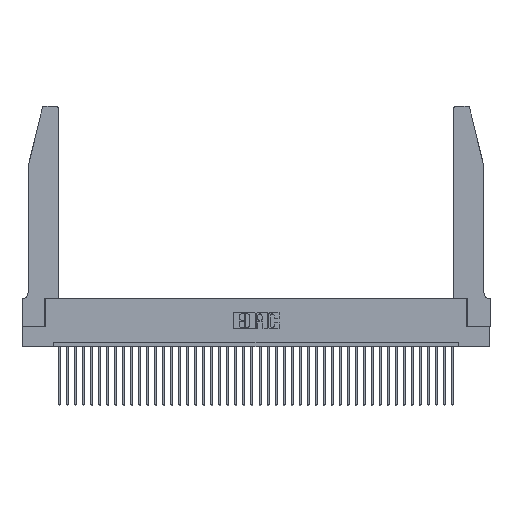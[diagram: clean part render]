
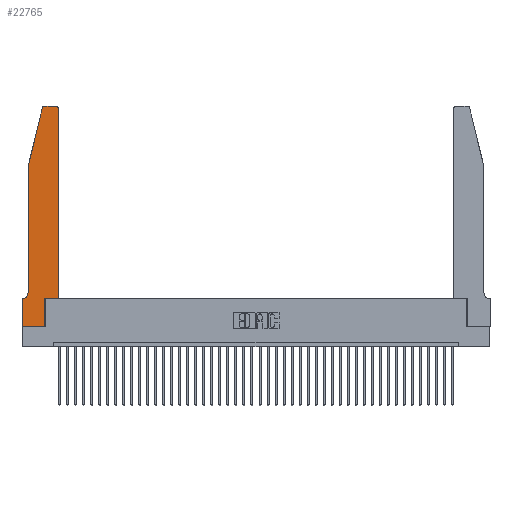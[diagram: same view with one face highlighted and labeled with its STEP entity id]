
A CAD part, top view. The second image highlights one B-rep face of the part: STEP entity #22765.
In plain terms, the highlighted planar face has unit normal (0, 0, 1).
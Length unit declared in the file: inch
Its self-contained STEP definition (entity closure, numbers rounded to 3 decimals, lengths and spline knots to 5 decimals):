
#156 = ORIENTED_EDGE ( 'NONE', *, *, #31908, .T. ) ;
#1535 = CARTESIAN_POINT ( 'NONE',  ( 0.0755, 2., 0.37 ) ) ;
#1584 = ORIENTED_EDGE ( 'NONE', *, *, #8670, .T. ) ;
#1648 = AXIS2_PLACEMENT_3D ( 'NONE', #6757, #13434, #29016 ) ;
#1875 = ORIENTED_EDGE ( 'NONE', *, *, #11518, .T. ) ;
#1928 = CARTESIAN_POINT ( 'NONE',  ( 0.4505, 2.72, 0.37 ) ) ;
#2811 = EDGE_CURVE ( 'NONE', #10883, #4126, #6104, .T. ) ;
#3598 = EDGE_LOOP ( 'NONE', ( #38036, #33123, #14564, #5794, #6691, #4426, #13394, #16853, #1875, #1584, #17102, #156 ) ) ;
#3743 = DIRECTION ( 'NONE',  ( -0.239, -0.971, 0. ) ) ;
#3800 = VERTEX_POINT ( 'NONE', #16816 ) ;
#4126 = VERTEX_POINT ( 'NONE', #20058 ) ;
#4426 = ORIENTED_EDGE ( 'NONE', *, *, #37868, .T. ) ;
#4684 = DIRECTION ( 'NONE',  ( 0., -1., 0. ) ) ;
#4859 = PLANE ( 'NONE',  #1648 ) ;
#5633 = CARTESIAN_POINT ( 'NONE',  ( 0.25487, 2.72718, 0.37 ) ) ;
#5794 = ORIENTED_EDGE ( 'NONE', *, *, #20658, .T. ) ;
#5796 = LINE ( 'NONE', #35406, #34200 ) ;
#6104 = LINE ( 'NONE', #30209, #37575 ) ;
#6395 = AXIS2_PLACEMENT_3D ( 'NONE', #37318, #18046, #40130 ) ;
#6691 = ORIENTED_EDGE ( 'NONE', *, *, #40869, .T. ) ;
#6757 = CARTESIAN_POINT ( 'NONE',  ( 0., 0.35, 0.37 ) ) ;
#7086 = LINE ( 'NONE', #35767, #22080 ) ;
#7660 = CARTESIAN_POINT ( 'NONE',  ( 0.4505, 0.35, 0.37 ) ) ;
#7810 = VERTEX_POINT ( 'NONE', #17465 ) ;
#8144 = CARTESIAN_POINT ( 'NONE',  ( 0.0055, 0.42, 0.37 ) ) ;
#8670 = EDGE_CURVE ( 'NONE', #3800, #33506, #20811, .T. ) ;
#8794 = DIRECTION ( 'NONE',  ( 0., 0., 1. ) ) ;
#9186 = CARTESIAN_POINT ( 'NONE',  ( 0., 0., 0.37 ) ) ;
#9532 = AXIS2_PLACEMENT_3D ( 'NONE', #8144, #17460, #39363 ) ;
#9908 = EDGE_CURVE ( 'NONE', #30640, #23407, #30411, .T. ) ;
#10378 = CARTESIAN_POINT ( 'NONE',  ( 0., 0.35, 0.37 ) ) ;
#10883 = VERTEX_POINT ( 'NONE', #9186 ) ;
#11055 = VECTOR ( 'NONE', #12031, 39.37008 ) ;
#11518 = EDGE_CURVE ( 'NONE', #4126, #3800, #36782, .T. ) ;
#11973 = VECTOR ( 'NONE', #23832, 39.37008 ) ;
#12031 = DIRECTION ( 'NONE',  ( -1., 0., 0. ) ) ;
#12505 = VERTEX_POINT ( 'NONE', #10378 ) ;
#13394 = ORIENTED_EDGE ( 'NONE', *, *, #17866, .T. ) ;
#13434 = DIRECTION ( 'NONE',  ( 0., 0., 1. ) ) ;
#13803 = VECTOR ( 'NONE', #36440, 39.37008 ) ;
#14564 = ORIENTED_EDGE ( 'NONE', *, *, #29446, .T. ) ;
#14971 = LINE ( 'NONE', #1535, #11973 ) ;
#15318 = VERTEX_POINT ( 'NONE', #33149 ) ;
#15430 = VERTEX_POINT ( 'NONE', #36831 ) ;
#16476 = CARTESIAN_POINT ( 'NONE',  ( 0., 0., 0.37 ) ) ;
#16816 = CARTESIAN_POINT ( 'NONE',  ( 0.2865, 0.35, 0.37 ) ) ;
#16853 = ORIENTED_EDGE ( 'NONE', *, *, #2811, .T. ) ;
#17102 = ORIENTED_EDGE ( 'NONE', *, *, #39680, .T. ) ;
#17460 = DIRECTION ( 'NONE',  ( 0., 0., -1. ) ) ;
#17465 = CARTESIAN_POINT ( 'NONE',  ( 0.0055, 0.35, 0.37 ) ) ;
#17866 = EDGE_CURVE ( 'NONE', #12505, #10883, #24023, .T. ) ;
#18046 = DIRECTION ( 'NONE',  ( 0., 0., 1. ) ) ;
#18245 = DIRECTION ( 'NONE',  ( 1., 0., 0. ) ) ;
#20058 = CARTESIAN_POINT ( 'NONE',  ( 0.2865, 0., 0.37 ) ) ;
#20438 = DIRECTION ( 'NONE',  ( 0., 1., 0. ) ) ;
#20658 = EDGE_CURVE ( 'NONE', #15318, #24561, #14971, .T. ) ;
#20662 = DIRECTION ( 'NONE',  ( 0., 1., 0. ) ) ;
#20811 = LINE ( 'NONE', #33208, #13803 ) ;
#22014 = VECTOR ( 'NONE', #4684, 39.37008 ) ;
#22057 = VERTEX_POINT ( 'NONE', #1928 ) ;
#22080 = VECTOR ( 'NONE', #3743, 39.37008 ) ;
#22438 = CARTESIAN_POINT ( 'NONE',  ( 0.284, 2.75, 0.37 ) ) ;
#22765 = ADVANCED_FACE ( 'NONE', ( #37363 ), #4859, .T. ) ;
#23407 = VERTEX_POINT ( 'NONE', #5633 ) ;
#23488 = CARTESIAN_POINT ( 'NONE',  ( 0.2865, 0.35, 0.37 ) ) ;
#23832 = DIRECTION ( 'NONE',  ( 0., -1., 0. ) ) ;
#24023 = LINE ( 'NONE', #16476, #22014 ) ;
#24561 = VERTEX_POINT ( 'NONE', #35403 ) ;
#25319 = LINE ( 'NONE', #39652, #33265 ) ;
#27706 = CIRCLE ( 'NONE', #9532, 0.07 ) ;
#28077 = AXIS2_PLACEMENT_3D ( 'NONE', #40587, #8794, #18245 ) ;
#29016 = DIRECTION ( 'NONE',  ( 1., 0., 0. ) ) ;
#29446 = EDGE_CURVE ( 'NONE', #23407, #15318, #7086, .T. ) ;
#30209 = CARTESIAN_POINT ( 'NONE',  ( 0., 0., 0.37 ) ) ;
#30411 = CIRCLE ( 'NONE', #6395, 0.03 ) ;
#30640 = VERTEX_POINT ( 'NONE', #22438 ) ;
#31908 = EDGE_CURVE ( 'NONE', #22057, #15430, #39073, .T. ) ;
#31954 = LINE ( 'NONE', #40785, #11055 ) ;
#33123 = ORIENTED_EDGE ( 'NONE', *, *, #9908, .T. ) ;
#33149 = CARTESIAN_POINT ( 'NONE',  ( 0.0755, 2., 0.37 ) ) ;
#33208 = CARTESIAN_POINT ( 'NONE',  ( 0.4505, 0.35, 0.37 ) ) ;
#33265 = VECTOR ( 'NONE', #20662, 39.37008 ) ;
#33506 = VERTEX_POINT ( 'NONE', #7660 ) ;
#34200 = VECTOR ( 'NONE', #39219, 39.37008 ) ;
#35403 = CARTESIAN_POINT ( 'NONE',  ( 0.0755, 0.42, 0.37 ) ) ;
#35406 = CARTESIAN_POINT ( 'NONE',  ( 0.2605, 2.75, 0.37 ) ) ;
#35767 = CARTESIAN_POINT ( 'NONE',  ( 0.0755, 2., 0.37 ) ) ;
#36440 = DIRECTION ( 'NONE',  ( 1., 0., 0. ) ) ;
#36782 = LINE ( 'NONE', #23488, #38730 ) ;
#36812 = DIRECTION ( 'NONE',  ( 1., 0., 0. ) ) ;
#36831 = CARTESIAN_POINT ( 'NONE',  ( 0.4205, 2.75, 0.37 ) ) ;
#37318 = CARTESIAN_POINT ( 'NONE',  ( 0.284, 2.72, 0.37 ) ) ;
#37363 = FACE_OUTER_BOUND ( 'NONE', #3598, .T. ) ;
#37575 = VECTOR ( 'NONE', #36812, 39.37008 ) ;
#37868 = EDGE_CURVE ( 'NONE', #7810, #12505, #31954, .T. ) ;
#38036 = ORIENTED_EDGE ( 'NONE', *, *, #40720, .T. ) ;
#38730 = VECTOR ( 'NONE', #20438, 39.37008 ) ;
#39073 = CIRCLE ( 'NONE', #28077, 0.03 ) ;
#39219 = DIRECTION ( 'NONE',  ( -1., 0., 0. ) ) ;
#39363 = DIRECTION ( 'NONE',  ( -1., 0., 0. ) ) ;
#39652 = CARTESIAN_POINT ( 'NONE',  ( 0.4505, 0.35, 0.37 ) ) ;
#39680 = EDGE_CURVE ( 'NONE', #33506, #22057, #25319, .T. ) ;
#40130 = DIRECTION ( 'NONE',  ( 1., 0., 0. ) ) ;
#40587 = CARTESIAN_POINT ( 'NONE',  ( 0.4205, 2.72, 0.37 ) ) ;
#40720 = EDGE_CURVE ( 'NONE', #15430, #30640, #5796, .T. ) ;
#40785 = CARTESIAN_POINT ( 'NONE',  ( 0.0755, 0.35, 0.37 ) ) ;
#40869 = EDGE_CURVE ( 'NONE', #24561, #7810, #27706, .T. ) ;
